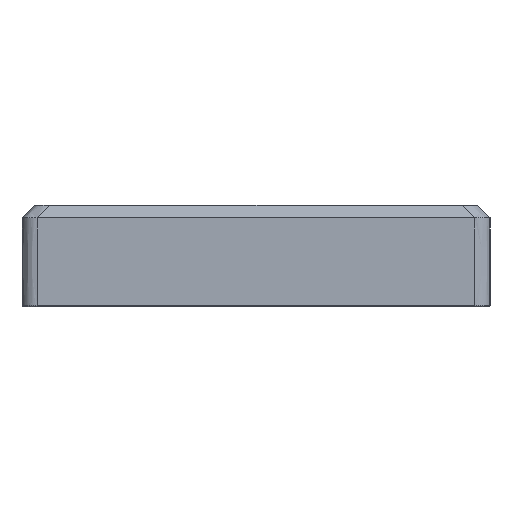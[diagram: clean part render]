
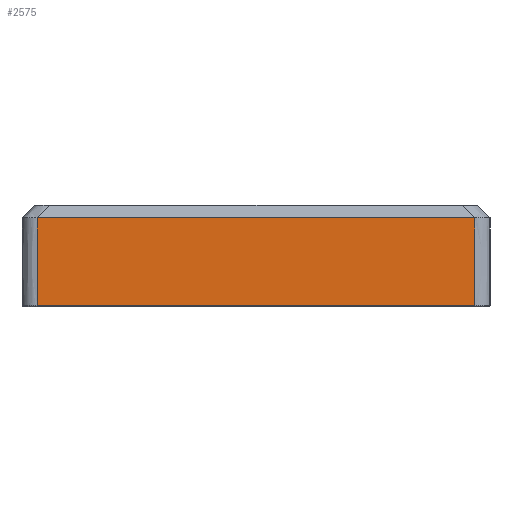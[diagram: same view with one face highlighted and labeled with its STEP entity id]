
A CAD part, left-side view. The second image highlights one B-rep face of the part: STEP entity #2575.
In plain terms, the highlighted planar face has unit normal (-1, 0, 0).
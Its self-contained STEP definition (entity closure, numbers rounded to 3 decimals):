
#54=B_SPLINE_CURVE_WITH_KNOTS('',3,(#4204,#4205,#4206,#4207),
 .UNSPECIFIED.,.F.,.F.,(4,4),(0.095,1.82),
 .UNSPECIFIED.);
#56=B_SPLINE_CURVE_WITH_KNOTS('',3,(#4215,#4216,#4217,#4218),
 .UNSPECIFIED.,.F.,.F.,(4,4),(-1.82,-0.095),
 .UNSPECIFIED.);
#112=PLANE('',#2789);
#215=FACE_OUTER_BOUND('',#375,.T.);
#375=EDGE_LOOP('',(#1864,#1865,#1866,#1867));
#531=LINE('',#4092,#756);
#550=LINE('',#4214,#775);
#756=VECTOR('',#3110,10.);
#775=VECTOR('',#3199,10.);
#1117=VERTEX_POINT('',#3897);
#1129=VERTEX_POINT('',#4074);
#1154=VERTEX_POINT('',#4197);
#1156=VERTEX_POINT('',#4213);
#1387=EDGE_CURVE('',#1117,#1129,#531,.T.);
#1427=EDGE_CURVE('',#1154,#1117,#54,.T.);
#1429=EDGE_CURVE('',#1156,#1154,#550,.T.);
#1430=EDGE_CURVE('',#1129,#1156,#56,.T.);
#1864=ORIENTED_EDGE('',*,*,#1429,.F.);
#1865=ORIENTED_EDGE('',*,*,#1430,.F.);
#1866=ORIENTED_EDGE('',*,*,#1387,.F.);
#1867=ORIENTED_EDGE('',*,*,#1427,.F.);
#2575=ADVANCED_FACE('',(#215),#112,.T.);
#2789=AXIS2_PLACEMENT_3D('',#4212,#3197,#3198);
#3110=DIRECTION('',(0.,-1.,0.));
#3197=DIRECTION('center_axis',(-1.,0.,0.));
#3198=DIRECTION('ref_axis',(0.,-1.,0.));
#3199=DIRECTION('',(0.,1.,0.));
#3897=CARTESIAN_POINT('',(61.056,-47.388,6.8));
#4074=CARTESIAN_POINT('',(61.056,-133.587,6.8));
#4092=CARTESIAN_POINT('',(61.056,-67.438,6.8));
#4197=CARTESIAN_POINT('',(61.056,-47.388,-10.45));
#4204=CARTESIAN_POINT('Ctrl Pts',(61.056,-47.388,-10.45));
#4205=CARTESIAN_POINT('Ctrl Pts',(61.056,-47.388,-4.7));
#4206=CARTESIAN_POINT('Ctrl Pts',(61.056,-47.388,1.049));
#4207=CARTESIAN_POINT('Ctrl Pts',(61.056,-47.388,6.8));
#4212=CARTESIAN_POINT('Origin',(61.056,-44.388,1.6));
#4213=CARTESIAN_POINT('',(61.056,-133.587,-10.45));
#4214=CARTESIAN_POINT('',(61.056,-67.438,-10.45));
#4215=CARTESIAN_POINT('Ctrl Pts',(61.056,-133.587,6.8));
#4216=CARTESIAN_POINT('Ctrl Pts',(61.056,-133.587,1.049));
#4217=CARTESIAN_POINT('Ctrl Pts',(61.056,-133.587,-4.7));
#4218=CARTESIAN_POINT('Ctrl Pts',(61.056,-133.587,-10.45));
